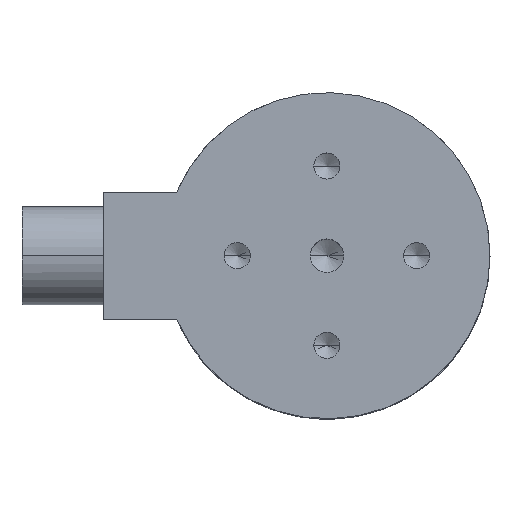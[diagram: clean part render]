
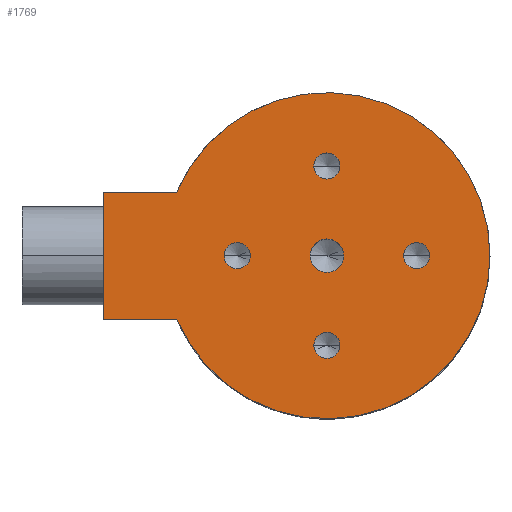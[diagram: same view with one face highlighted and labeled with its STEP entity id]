
A CAD part, top view. The second image highlights one B-rep face of the part: STEP entity #1769.
In plain terms, the highlighted planar face has unit normal (0, 0, 1).
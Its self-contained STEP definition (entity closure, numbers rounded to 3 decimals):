
#44 = ORIENTED_EDGE ( 'NONE', *, *, #1971, .F. ) ;
#91 = CARTESIAN_POINT ( 'NONE',  ( -13.7, 3.9, 0. ) ) ;
#101 = CARTESIAN_POINT ( 'NONE',  ( -5.5, 0., 0. ) ) ;
#123 = CARTESIAN_POINT ( 'NONE',  ( -13.7, 3.9, 0. ) ) ;
#128 = DIRECTION ( 'NONE',  ( 0., 0., 1. ) ) ;
#133 = DIRECTION ( 'NONE',  ( 1., 0., 0. ) ) ;
#145 = DIRECTION ( 'NONE',  ( 0., -1., 0. ) ) ;
#168 = DIRECTION ( 'NONE',  ( 1., 0., 0. ) ) ;
#170 = AXIS2_PLACEMENT_3D ( 'NONE', #101, #293, #350 ) ;
#181 = ORIENTED_EDGE ( 'NONE', *, *, #634, .F. ) ;
#199 = EDGE_LOOP ( 'NONE', ( #769, #181 ) ) ;
#212 = FACE_OUTER_BOUND ( 'NONE', #1615, .T. ) ;
#230 = ORIENTED_EDGE ( 'NONE', *, *, #1490, .T. ) ;
#234 = AXIS2_PLACEMENT_3D ( 'NONE', #1578, #128, #728 ) ;
#241 = CARTESIAN_POINT ( 'NONE',  ( 5.5, 0., 0. ) ) ;
#250 = DIRECTION ( 'NONE',  ( 0., 0., 1. ) ) ;
#259 = DIRECTION ( 'NONE',  ( 1., 0., 0. ) ) ;
#266 = DIRECTION ( 'NONE',  ( -1., 0., 0. ) ) ;
#291 = CARTESIAN_POINT ( 'NONE',  ( 1.025, 0., 0. ) ) ;
#293 = DIRECTION ( 'NONE',  ( 0., 0., 1. ) ) ;
#319 = CARTESIAN_POINT ( 'NONE',  ( 0.8, 5.5, 0. ) ) ;
#330 = EDGE_CURVE ( 'NONE', #497, #1307, #1560, .T. ) ;
#343 = EDGE_CURVE ( 'NONE', #1307, #497, #1360, .T. ) ;
#350 = DIRECTION ( 'NONE',  ( 1., 0., 0. ) ) ;
#377 = DIRECTION ( 'NONE',  ( 1., 0., 0. ) ) ;
#426 = CARTESIAN_POINT ( 'NONE',  ( -13.7, -3.9, 0. ) ) ;
#436 = LINE ( 'NONE', #1945, #882 ) ;
#438 = CARTESIAN_POINT ( 'NONE',  ( -5.5, 0., 0. ) ) ;
#445 = DIRECTION ( 'NONE',  ( 0., 0., 1. ) ) ;
#454 = DIRECTION ( 'NONE',  ( 1., 0., 0. ) ) ;
#488 = ORIENTED_EDGE ( 'NONE', *, *, #330, .F. ) ;
#493 = EDGE_LOOP ( 'NONE', ( #1077, #44 ) ) ;
#496 = CARTESIAN_POINT ( 'NONE',  ( -4.7, 0., 0. ) ) ;
#497 = VERTEX_POINT ( 'NONE', #626 ) ;
#499 = CARTESIAN_POINT ( 'NONE',  ( 0., 0., 0. ) ) ;
#522 = CARTESIAN_POINT ( 'NONE',  ( 0., 0., 0. ) ) ;
#535 = LINE ( 'NONE', #123, #1276 ) ;
#584 = CARTESIAN_POINT ( 'NONE',  ( -1.025, 0., 0. ) ) ;
#603 = DIRECTION ( 'NONE',  ( 0., 0., 1. ) ) ;
#613 = DIRECTION ( 'NONE',  ( 1., 0., 0. ) ) ;
#626 = CARTESIAN_POINT ( 'NONE',  ( 4.7, 0., 0. ) ) ;
#627 = CARTESIAN_POINT ( 'NONE',  ( -13.7, 3.9, 0. ) ) ;
#634 = EDGE_CURVE ( 'NONE', #1398, #2033, #1675, .T. ) ;
#654 = EDGE_CURVE ( 'NONE', #1722, #1892, #686, .T. ) ;
#665 = FACE_BOUND ( 'NONE', #939, .T. ) ;
#686 = CIRCLE ( 'NONE', #1519, 10. ) ;
#728 = DIRECTION ( 'NONE',  ( 1., 0., 0. ) ) ;
#739 = EDGE_LOOP ( 'NONE', ( #1486, #488 ) ) ;
#769 = ORIENTED_EDGE ( 'NONE', *, *, #1235, .F. ) ;
#789 = CARTESIAN_POINT ( 'NONE',  ( 0., 5.5, 0. ) ) ;
#800 = CARTESIAN_POINT ( 'NONE',  ( 0., 0., 0. ) ) ;
#802 = ORIENTED_EDGE ( 'NONE', *, *, #1862, .F. ) ;
#806 = DIRECTION ( 'NONE',  ( 0., 0., 1. ) ) ;
#810 = ORIENTED_EDGE ( 'NONE', *, *, #1299, .T. ) ;
#818 = DIRECTION ( 'NONE',  ( 1., 0., 0. ) ) ;
#882 = VECTOR ( 'NONE', #133, 1000. ) ;
#910 = AXIS2_PLACEMENT_3D ( 'NONE', #789, #1524, #168 ) ;
#939 = EDGE_LOOP ( 'NONE', ( #2035, #1153 ) ) ;
#947 = CIRCLE ( 'NONE', #910, 0.8 ) ;
#951 = VERTEX_POINT ( 'NONE', #291 ) ;
#971 = VERTEX_POINT ( 'NONE', #1989 ) ;
#985 = CIRCLE ( 'NONE', #170, 0.8 ) ;
#1055 = CIRCLE ( 'NONE', #1470, 1.025 ) ;
#1068 = AXIS2_PLACEMENT_3D ( 'NONE', #1597, #1610, #1631 ) ;
#1077 = ORIENTED_EDGE ( 'NONE', *, *, #1757, .F. ) ;
#1091 = CARTESIAN_POINT ( 'NONE',  ( 0., 0., 0. ) ) ;
#1101 = DIRECTION ( 'NONE',  ( 0., 0., 1. ) ) ;
#1102 = FACE_BOUND ( 'NONE', #1288, .T. ) ;
#1104 = DIRECTION ( 'NONE',  ( 0., 0., 1. ) ) ;
#1146 = FACE_BOUND ( 'NONE', #199, .T. ) ;
#1153 = ORIENTED_EDGE ( 'NONE', *, *, #1484, .F. ) ;
#1154 = CARTESIAN_POINT ( 'NONE',  ( 10., 0., 0. ) ) ;
#1158 = CARTESIAN_POINT ( 'NONE',  ( 0.8, -5.5, 0. ) ) ;
#1177 = VERTEX_POINT ( 'NONE', #1158 ) ;
#1194 = CIRCLE ( 'NONE', #1367, 0.8 ) ;
#1209 = DIRECTION ( 'NONE',  ( 1., 0., 0. ) ) ;
#1217 = DIRECTION ( 'NONE',  ( 1., 0., 0. ) ) ;
#1235 = EDGE_CURVE ( 'NONE', #2033, #1398, #985, .T. ) ;
#1245 = DIRECTION ( 'NONE',  ( 0., 0., 1. ) ) ;
#1250 = DIRECTION ( 'NONE',  ( 1., 0., 0. ) ) ;
#1259 = VERTEX_POINT ( 'NONE', #1938 ) ;
#1276 = VECTOR ( 'NONE', #2037, 1000. ) ;
#1288 = EDGE_LOOP ( 'NONE', ( #802, #1820 ) ) ;
#1295 = AXIS2_PLACEMENT_3D ( 'NONE', #1996, #1104, #1209 ) ;
#1299 = EDGE_CURVE ( 'NONE', #1892, #1837, #535, .T. ) ;
#1307 = VERTEX_POINT ( 'NONE', #1834 ) ;
#1325 = AXIS2_PLACEMENT_3D ( 'NONE', #438, #445, #454 ) ;
#1340 = EDGE_CURVE ( 'NONE', #951, #1661, #1055, .T. ) ;
#1346 = CIRCLE ( 'NONE', #1995, 1.025 ) ;
#1356 = CARTESIAN_POINT ( 'NONE',  ( 0., 0., 0. ) ) ;
#1360 = CIRCLE ( 'NONE', #1701, 0.8 ) ;
#1367 = AXIS2_PLACEMENT_3D ( 'NONE', #1666, #1101, #1250 ) ;
#1398 = VERTEX_POINT ( 'NONE', #2039 ) ;
#1407 = PLANE ( 'NONE',  #1998 ) ;
#1435 = DIRECTION ( 'NONE',  ( 0., 0., 1. ) ) ;
#1436 = CIRCLE ( 'NONE', #1797, 10. ) ;
#1457 = CARTESIAN_POINT ( 'NONE',  ( -9.208, 3.9, 0. ) ) ;
#1470 = AXIS2_PLACEMENT_3D ( 'NONE', #1356, #1435, #1217 ) ;
#1484 = EDGE_CURVE ( 'NONE', #1661, #951, #1346, .T. ) ;
#1486 = ORIENTED_EDGE ( 'NONE', *, *, #343, .F. ) ;
#1487 = ORIENTED_EDGE ( 'NONE', *, *, #2063, .T. ) ;
#1490 = EDGE_CURVE ( 'NONE', #1780, #971, #436, .T. ) ;
#1502 = FACE_BOUND ( 'NONE', #493, .T. ) ;
#1519 = AXIS2_PLACEMENT_3D ( 'NONE', #522, #603, #613 ) ;
#1524 = DIRECTION ( 'NONE',  ( 0., 0., 1. ) ) ;
#1533 = CARTESIAN_POINT ( 'NONE',  ( -0.8, -5.5, 0. ) ) ;
#1541 = EDGE_CURVE ( 'NONE', #1259, #1640, #1706, .T. ) ;
#1560 = CIRCLE ( 'NONE', #1295, 0.8 ) ;
#1578 = CARTESIAN_POINT ( 'NONE',  ( 0., 5.5, 0. ) ) ;
#1579 = CIRCLE ( 'NONE', #1068, 0.8 ) ;
#1597 = CARTESIAN_POINT ( 'NONE',  ( 0., -5.5, 0. ) ) ;
#1610 = DIRECTION ( 'NONE',  ( 0., 0., 1. ) ) ;
#1615 = EDGE_LOOP ( 'NONE', ( #1487, #2003, #810, #1935, #230 ) ) ;
#1631 = DIRECTION ( 'NONE',  ( 1., 0., 0. ) ) ;
#1640 = VERTEX_POINT ( 'NONE', #319 ) ;
#1661 = VERTEX_POINT ( 'NONE', #584 ) ;
#1666 = CARTESIAN_POINT ( 'NONE',  ( 0., -5.5, 0. ) ) ;
#1675 = CIRCLE ( 'NONE', #1325, 0.8 ) ;
#1680 = LINE ( 'NONE', #91, #2041 ) ;
#1701 = AXIS2_PLACEMENT_3D ( 'NONE', #241, #250, #259 ) ;
#1706 = CIRCLE ( 'NONE', #234, 0.8 ) ;
#1722 = VERTEX_POINT ( 'NONE', #1154 ) ;
#1757 = EDGE_CURVE ( 'NONE', #1177, #1845, #1194, .T. ) ;
#1769 = ADVANCED_FACE ( 'NONE', ( #1146, #1102, #1926, #1502, #665, #212 ), #1407, .F. ) ;
#1780 = VERTEX_POINT ( 'NONE', #426 ) ;
#1797 = AXIS2_PLACEMENT_3D ( 'NONE', #800, #806, #818 ) ;
#1820 = ORIENTED_EDGE ( 'NONE', *, *, #1541, .F. ) ;
#1834 = CARTESIAN_POINT ( 'NONE',  ( 6.3, 0., 0. ) ) ;
#1837 = VERTEX_POINT ( 'NONE', #627 ) ;
#1845 = VERTEX_POINT ( 'NONE', #1533 ) ;
#1862 = EDGE_CURVE ( 'NONE', #1640, #1259, #947, .T. ) ;
#1892 = VERTEX_POINT ( 'NONE', #1457 ) ;
#1922 = EDGE_CURVE ( 'NONE', #1837, #1780, #1680, .T. ) ;
#1926 = FACE_BOUND ( 'NONE', #739, .T. ) ;
#1935 = ORIENTED_EDGE ( 'NONE', *, *, #1922, .T. ) ;
#1938 = CARTESIAN_POINT ( 'NONE',  ( -0.8, 5.5, 0. ) ) ;
#1945 = CARTESIAN_POINT ( 'NONE',  ( -13.7, -3.9, 0. ) ) ;
#1971 = EDGE_CURVE ( 'NONE', #1845, #1177, #1579, .T. ) ;
#1989 = CARTESIAN_POINT ( 'NONE',  ( -9.208, -3.9, 0. ) ) ;
#1995 = AXIS2_PLACEMENT_3D ( 'NONE', #499, #1245, #377 ) ;
#1996 = CARTESIAN_POINT ( 'NONE',  ( 5.5, 0., 0. ) ) ;
#1998 = AXIS2_PLACEMENT_3D ( 'NONE', #1091, #2026, #266 ) ;
#2003 = ORIENTED_EDGE ( 'NONE', *, *, #654, .T. ) ;
#2026 = DIRECTION ( 'NONE',  ( 0., 0., -1. ) ) ;
#2033 = VERTEX_POINT ( 'NONE', #496 ) ;
#2035 = ORIENTED_EDGE ( 'NONE', *, *, #1340, .F. ) ;
#2037 = DIRECTION ( 'NONE',  ( -1., 0., 0. ) ) ;
#2039 = CARTESIAN_POINT ( 'NONE',  ( -6.3, 0., 0. ) ) ;
#2041 = VECTOR ( 'NONE', #145, 1000. ) ;
#2063 = EDGE_CURVE ( 'NONE', #971, #1722, #1436, .T. ) ;
